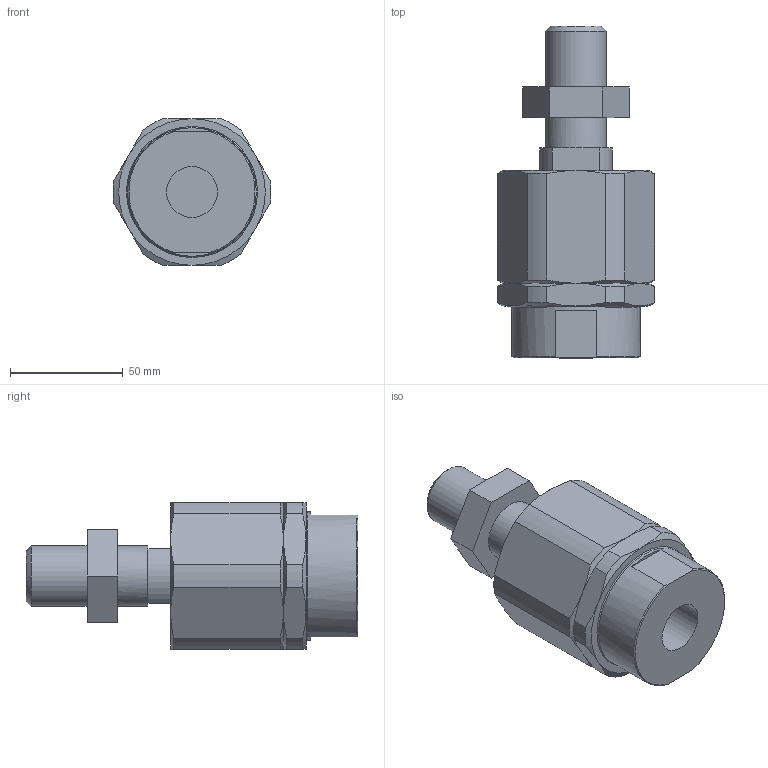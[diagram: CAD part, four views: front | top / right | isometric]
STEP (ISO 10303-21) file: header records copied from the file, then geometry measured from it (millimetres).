
FILE_DESCRIPTION((''),'2;1');
FILE_NAME('SA27x2.stp','2014-12-10T16:18:29',('carlo.corazza'),(''),'Autodesk Inventor 2012','Autodesk Inventor 2012','');
FILE_SCHEMA(('AUTOMOTIVE_DESIGN { 1 0 10303 214 1 1 1 1 }'));
Length unit declared in the file: millimetre
Products named in the file (1): SA27x2
Bounding box: 69.92 x 147 x 65 mm (x, y, z)
Volume: 313013.1 mm3; surface area: 33851.9 mm2
Topology: 1 solids, 1 shells, 81 faces, 186 edges, 112 vertices
Faces by surface type: plane 35, cone 28, cylinder 18
Full cylindrical faces by diameter (mm): 22.5 x1, 27 x2, 57 x1
Entity records: 2189 total; most frequent: CARTESIAN_POINT 474, ORIENTED_EDGE 356, DIRECTION 354, EDGE_CURVE 178, AXIS2_PLACEMENT_3D 146, VERTEX_POINT 110, EDGE_LOOP 92, FACE_OUTER_BOUND 81
